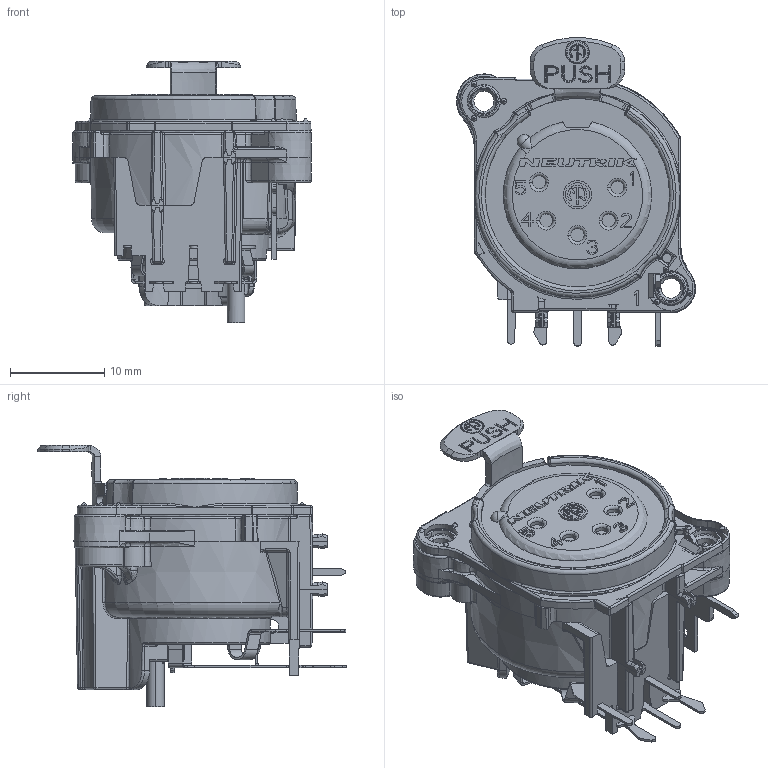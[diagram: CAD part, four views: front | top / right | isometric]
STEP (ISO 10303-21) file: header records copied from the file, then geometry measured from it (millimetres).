
FILE_DESCRIPTION((''),'2;1');
FILE_NAME('30011648','2024-07-23T13:58:57',('SYSTEM'),(''),'CREO PARAMETRIC BY PTC INC, 2023424','CREO PARAMETRIC BY PTC INC, 2023424','');
FILE_SCHEMA(('CONFIG_CONTROL_DESIGN'));
Products named in the file (1): 30011648
Bounding box: 25.3 x 32.61 x 27.66 mm (x, y, z)
Volume: 24.6 mm3; surface area: 4508.6 mm2
Topology: 5 solids, 6 shells, 2459 faces, 6458 edges, 3990 vertices
Faces by surface type: plane 1207, cylinder 504, bspline 356, torus 163, cone 144, sphere 73, extrusion 12
Entity records: 89023 total; most frequent: CARTESIAN_POINT 31565, ORIENTED_EDGE 12898, DIRECTION 10791, EDGE_CURVE 6449, VERTEX_POINT 3986, AXIS2_PLACEMENT_3D 3601, VECTOR 3589, LINE 3577
